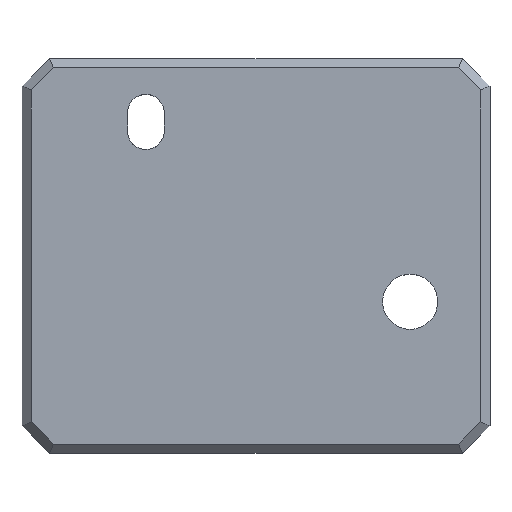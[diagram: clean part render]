
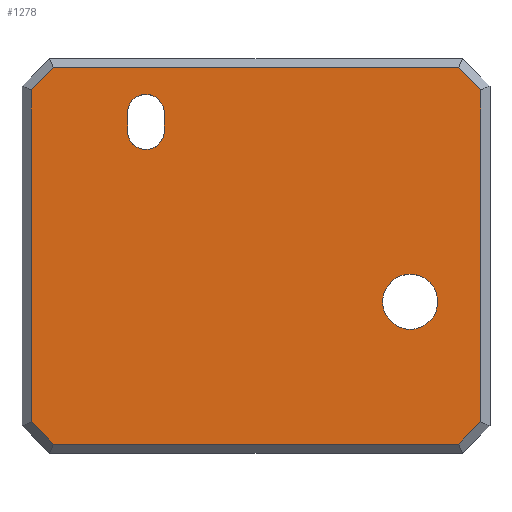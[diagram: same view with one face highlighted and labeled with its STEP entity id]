
A CAD part, top view. The second image highlights one B-rep face of the part: STEP entity #1278.
In plain terms, the highlighted planar face has unit normal (0, 0, 1).
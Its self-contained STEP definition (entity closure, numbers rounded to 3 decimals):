
#43=FACE_BOUND('',#190,.T.);
#44=FACE_BOUND('',#191,.T.);
#52=CIRCLE('',#1366,1.);
#53=CIRCLE('',#1367,1.);
#54=CIRCLE('',#1368,1.5);
#118=FACE_OUTER_BOUND('',#189,.T.);
#189=EDGE_LOOP('',(#887,#888,#889,#890,#891,#892,#893,#894));
#190=EDGE_LOOP('',(#895,#896,#897,#898));
#191=EDGE_LOOP('',(#899));
#255=LINE('',#1870,#387);
#259=LINE('',#1878,#391);
#262=LINE('',#1884,#394);
#265=LINE('',#1890,#397);
#268=LINE('',#1896,#400);
#272=LINE('',#1904,#404);
#275=LINE('',#1910,#407);
#278=LINE('',#1914,#410);
#292=LINE('',#1948,#424);
#293=LINE('',#1952,#425);
#387=VECTOR('',#1482,10.);
#391=VECTOR('',#1488,10.);
#394=VECTOR('',#1493,10.);
#397=VECTOR('',#1498,10.);
#400=VECTOR('',#1503,10.);
#404=VECTOR('',#1509,10.);
#407=VECTOR('',#1514,10.);
#410=VECTOR('',#1519,10.);
#424=VECTOR('',#1547,10.);
#425=VECTOR('',#1550,10.);
#519=VERTEX_POINT('',#1868);
#520=VERTEX_POINT('',#1869);
#523=VERTEX_POINT('',#1877);
#525=VERTEX_POINT('',#1883);
#527=VERTEX_POINT('',#1889);
#529=VERTEX_POINT('',#1895);
#532=VERTEX_POINT('',#1903);
#534=VERTEX_POINT('',#1909);
#546=VERTEX_POINT('',#1946);
#547=VERTEX_POINT('',#1947);
#548=VERTEX_POINT('',#1949);
#549=VERTEX_POINT('',#1951);
#550=VERTEX_POINT('',#1954);
#643=EDGE_CURVE('',#519,#520,#255,.T.);
#647=EDGE_CURVE('',#520,#523,#259,.T.);
#650=EDGE_CURVE('',#523,#525,#262,.T.);
#653=EDGE_CURVE('',#525,#527,#265,.T.);
#656=EDGE_CURVE('',#527,#529,#268,.T.);
#660=EDGE_CURVE('',#529,#532,#272,.T.);
#663=EDGE_CURVE('',#532,#534,#275,.T.);
#666=EDGE_CURVE('',#534,#519,#278,.T.);
#682=EDGE_CURVE('',#546,#547,#292,.T.);
#683=EDGE_CURVE('',#547,#548,#52,.T.);
#684=EDGE_CURVE('',#548,#549,#293,.T.);
#685=EDGE_CURVE('',#549,#546,#53,.T.);
#686=EDGE_CURVE('',#550,#550,#54,.T.);
#887=ORIENTED_EDGE('',*,*,#643,.F.);
#888=ORIENTED_EDGE('',*,*,#666,.F.);
#889=ORIENTED_EDGE('',*,*,#663,.F.);
#890=ORIENTED_EDGE('',*,*,#660,.F.);
#891=ORIENTED_EDGE('',*,*,#656,.F.);
#892=ORIENTED_EDGE('',*,*,#653,.F.);
#893=ORIENTED_EDGE('',*,*,#650,.F.);
#894=ORIENTED_EDGE('',*,*,#647,.F.);
#895=ORIENTED_EDGE('',*,*,#682,.T.);
#896=ORIENTED_EDGE('',*,*,#683,.T.);
#897=ORIENTED_EDGE('',*,*,#684,.T.);
#898=ORIENTED_EDGE('',*,*,#685,.T.);
#899=ORIENTED_EDGE('',*,*,#686,.T.);
#1225=PLANE('',#1365);
#1278=ADVANCED_FACE('',(#118,#43,#44),#1225,.T.);
#1365=AXIS2_PLACEMENT_3D('',#1945,#1545,#1546);
#1366=AXIS2_PLACEMENT_3D('',#1950,#1548,#1549);
#1367=AXIS2_PLACEMENT_3D('',#1953,#1551,#1552);
#1368=AXIS2_PLACEMENT_3D('',#1955,#1553,#1554);
#1482=DIRECTION('',(0.,1.,0.));
#1488=DIRECTION('',(0.707,0.707,0.));
#1493=DIRECTION('',(1.,0.,0.));
#1498=DIRECTION('',(0.707,-0.707,0.));
#1503=DIRECTION('',(0.,-1.,0.));
#1509=DIRECTION('',(-0.707,-0.707,0.));
#1514=DIRECTION('',(-1.,0.,0.));
#1519=DIRECTION('',(-0.707,0.707,0.));
#1545=DIRECTION('center_axis',(0.,0.,1.));
#1546=DIRECTION('ref_axis',(1.,0.,0.));
#1547=DIRECTION('',(0.,1.,0.));
#1548=DIRECTION('center_axis',(0.,0.,-1.));
#1549=DIRECTION('ref_axis',(1.,0.,0.));
#1550=DIRECTION('',(0.,-1.,0.));
#1551=DIRECTION('center_axis',(0.,0.,-1.));
#1552=DIRECTION('ref_axis',(-1.,0.,0.));
#1553=DIRECTION('center_axis',(0.,0.,-1.));
#1554=DIRECTION('ref_axis',(-1.,0.,0.));
#1868=CARTESIAN_POINT('',(-12.25,-9.043,10.2));
#1869=CARTESIAN_POINT('',(-12.25,9.043,10.2));
#1870=CARTESIAN_POINT('',(-12.25,5.375,10.2));
#1877=CARTESIAN_POINT('',(-11.043,10.25,10.2));
#1878=CARTESIAN_POINT('',(-11.146,10.146,10.2));
#1883=CARTESIAN_POINT('',(11.043,10.25,10.2));
#1884=CARTESIAN_POINT('',(6.375,10.25,10.2));
#1889=CARTESIAN_POINT('',(12.25,9.043,10.2));
#1890=CARTESIAN_POINT('',(11.146,10.146,10.2));
#1895=CARTESIAN_POINT('',(12.25,-9.043,10.2));
#1896=CARTESIAN_POINT('',(12.25,-5.375,10.2));
#1903=CARTESIAN_POINT('',(11.043,-10.25,10.2));
#1904=CARTESIAN_POINT('',(11.146,-10.146,10.2));
#1909=CARTESIAN_POINT('',(-11.043,-10.25,10.2));
#1910=CARTESIAN_POINT('',(-6.375,-10.25,10.2));
#1914=CARTESIAN_POINT('',(-11.146,-10.146,10.2));
#1945=CARTESIAN_POINT('Origin',(0.,0.,
10.2));
#1946=CARTESIAN_POINT('',(-7.,6.8,10.2));
#1947=CARTESIAN_POINT('',(-7.,7.8,10.2));
#1948=CARTESIAN_POINT('',(-7.,3.4,10.2));
#1949=CARTESIAN_POINT('',(-5.,7.8,10.2));
#1950=CARTESIAN_POINT('Origin',(-6.,7.8,10.2));
#1951=CARTESIAN_POINT('',(-5.,6.8,10.2));
#1952=CARTESIAN_POINT('',(-5.,3.9,10.2));
#1953=CARTESIAN_POINT('Origin',(-6.,6.8,10.2));
#1954=CARTESIAN_POINT('',(9.9,-2.5,10.2));
#1955=CARTESIAN_POINT('Origin',(8.4,-2.5,10.2));
